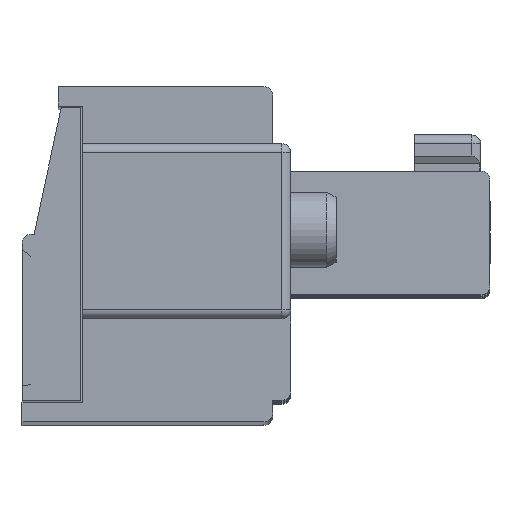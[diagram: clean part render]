
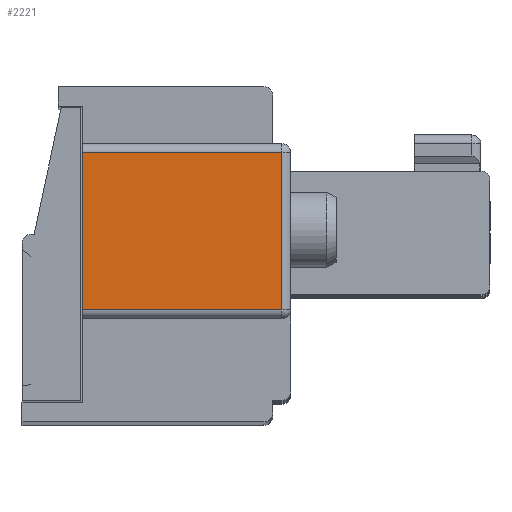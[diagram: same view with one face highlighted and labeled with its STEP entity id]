
A CAD part, top view. The second image highlights one B-rep face of the part: STEP entity #2221.
In plain terms, the highlighted planar face has unit normal (0, 0, 1).
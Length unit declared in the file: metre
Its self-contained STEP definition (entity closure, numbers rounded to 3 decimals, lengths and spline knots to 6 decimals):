
#2221=ADVANCED_FACE('',(#5894),#5895,.T.);
#5894=FACE_OUTER_BOUND('',#11093,.T.);
#5895=PLANE('',#11094);
#11093=EDGE_LOOP('',(#18467,#18468,#18469,#18470));
#11094=AXIS2_PLACEMENT_3D('',#18471,#18472,#18473);
#18467=ORIENTED_EDGE('',*,*,#30142,.T.);
#18468=ORIENTED_EDGE('',*,*,#31700,.T.);
#18469=ORIENTED_EDGE('',*,*,#31696,.T.);
#18470=ORIENTED_EDGE('',*,*,#31701,.T.);
#18471=CARTESIAN_POINT('',(0.007073,0.00941,0.070833));
#18472=DIRECTION('',(0.,0.,1.0));
#18473=DIRECTION('',(1.0,0.,0.0));
#30142=EDGE_CURVE('',#35908,#35906,#35909,.T.);
#31696=EDGE_CURVE('',#38513,#38511,#38514,.T.);
#31700=EDGE_CURVE('',#35906,#38513,#38518,.T.);
#31701=EDGE_CURVE('',#38511,#35908,#38519,.T.);
#35906=VERTEX_POINT('',#44398);
#35908=VERTEX_POINT('',#44400);
#35909=LINE('',#44401,#44402);
#38511=VERTEX_POINT('',#48201);
#38513=VERTEX_POINT('',#48203);
#38514=LINE('',#48204,#48205);
#38518=LINE('',#48209,#48210);
#38519=LINE('',#48211,#48212);
#44398=CARTESIAN_POINT('',(0.000473,0.00421,0.070833));
#44400=CARTESIAN_POINT('',(0.000473,0.00941,0.070833));
#44401=CARTESIAN_POINT('',(0.000473,0.00391,0.070833));
#44402=VECTOR('',#56793,1.0);
#48201=CARTESIAN_POINT('',(0.007073,0.00941,0.070833));
#48203=CARTESIAN_POINT('',(0.007073,0.00421,0.070833));
#48204=CARTESIAN_POINT('',(0.007073,0.00941,0.070833));
#48205=VECTOR('',#58549,1.0);
#48209=CARTESIAN_POINT('',(0.007073,0.00421,0.070833));
#48210=VECTOR('',#58553,1.0);
#48211=CARTESIAN_POINT('',(0.007073,0.00941,0.070833));
#48212=VECTOR('',#58554,1.0);
#56793=DIRECTION('',(0.,-1.0,0.));
#58549=DIRECTION('',(0.,1.0,0.));
#58553=DIRECTION('',(1.0,0.,0.));
#58554=DIRECTION('',(-1.0,0.,0.));
